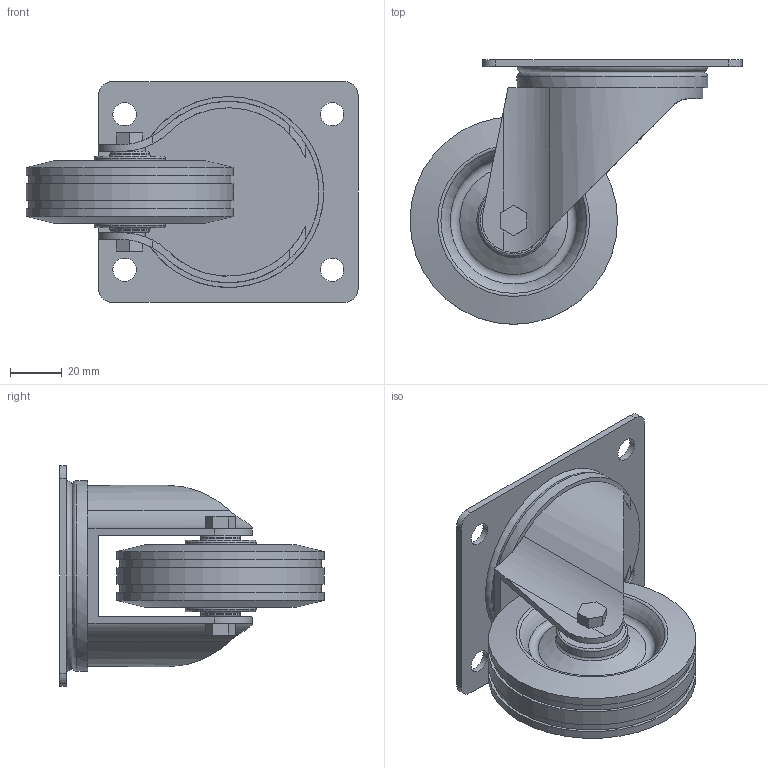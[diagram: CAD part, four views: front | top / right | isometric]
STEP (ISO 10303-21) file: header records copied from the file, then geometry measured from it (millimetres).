
FILE_DESCRIPTION(/* description */ ('STEP AP214'),/* implementation_level */ '2;1');
FILE_NAME(/* name */ 'K1761.080250',/* time_stamp */ '2025-06-24T14:16:13+02:00',/* author */ ('License CC BY-ND 4.0'),/* organization */ ('CADENAS'),/* preprocessor_version */ 'ST-DEVELOPER v19.3',/* originating_system */ 'PARTsolutions',/* authorisation */ ' ');
FILE_SCHEMA (('AUTOMOTIVE_DESIGN {1 0 10303 214 3 1 1}'));
Length unit declared in the file: millimetre
Products named in the file (1): K1761.080250
Bounding box: 128 x 102 x 85 mm (x, y, z)
Volume: 184906.3 mm3; surface area: 51326.4 mm2
Topology: 1 solids, 1 shells, 90 faces, 219 edges, 139 vertices
Faces by surface type: plane 39, cylinder 31, torus 16, cone 4
Full cylindrical faces by diameter (mm): 9 x4, 12.02 x2, 15.2 x2, 27.36 x2, 73.6 x1, 77.76 x2, 80 x3
Entity records: 2534 total; most frequent: CARTESIAN_POINT 471, DIRECTION 444, ORIENTED_EDGE 360, AXIS2_PLACEMENT_3D 183, EDGE_CURVE 180, EDGE_LOOP 144, FACE_BOUND 144, VERTEX_POINT 136
